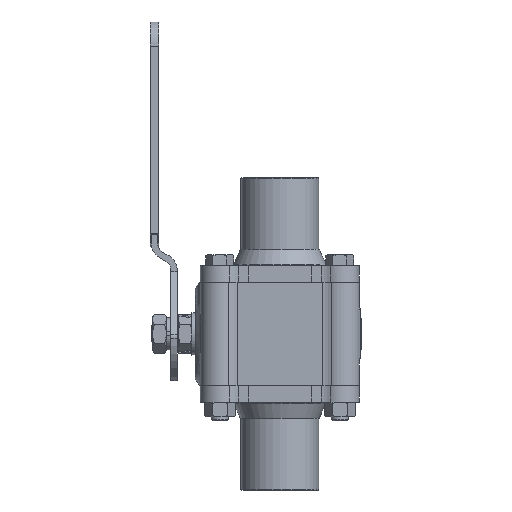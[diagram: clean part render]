
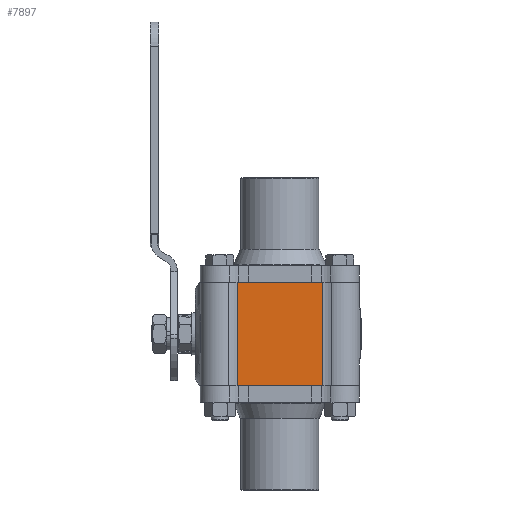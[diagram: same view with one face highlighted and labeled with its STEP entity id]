
A CAD part, left-side view. The second image highlights one B-rep face of the part: STEP entity #7897.
In plain terms, the highlighted planar face has unit normal (-1, 0, 0).
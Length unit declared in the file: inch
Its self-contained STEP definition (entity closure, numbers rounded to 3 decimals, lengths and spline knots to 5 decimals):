
#815=LINE('',#14537,#1268);
#826=LINE('',#14631,#1279);
#844=LINE('',#14797,#1297);
#845=LINE('',#14799,#1298);
#1268=VECTOR('',#10220,2.19787);
#1279=VECTOR('',#10269,2.19787);
#1297=VECTOR('',#10355,2.6575);
#1298=VECTOR('',#10358,2.6575);
#1498=PLANE('',#8588);
#2468=FACE_OUTER_BOUND('',#2981,.T.);
#2981=EDGE_LOOP('',(#7041,#7042,#7043,#7044));
#3964=VERTEX_POINT('',#14534);
#3965=VERTEX_POINT('',#14536);
#3981=VERTEX_POINT('',#14583);
#3997=VERTEX_POINT('',#14629);
#4984=EDGE_CURVE('',#3965,#3964,#815,.T.);
#5017=EDGE_CURVE('',#3981,#3997,#826,.T.);
#5060=EDGE_CURVE('',#3964,#3981,#844,.T.);
#5061=EDGE_CURVE('',#3965,#3997,#845,.T.);
#7041=ORIENTED_EDGE('',*,*,#5061,.F.);
#7042=ORIENTED_EDGE('',*,*,#4984,.T.);
#7043=ORIENTED_EDGE('',*,*,#5060,.T.);
#7044=ORIENTED_EDGE('',*,*,#5017,.T.);
#7897=ADVANCED_FACE('',(#2468),#1498,.F.);
#8588=AXIS2_PLACEMENT_3D('',#14798,#10356,#10357);
#10220=DIRECTION('',(0.,1.,0.));
#10269=DIRECTION('',(0.,-1.,0.));
#10355=DIRECTION('',(0.,0.,-1.));
#10356=DIRECTION('center_axis',(1.,0.,0.));
#10357=DIRECTION('ref_axis',(0.,0.,-1.));
#10358=DIRECTION('',(0.,0.,-1.));
#14534=CARTESIAN_POINT('',(-1.94,1.09893,1.32875));
#14536=CARTESIAN_POINT('',(-1.94,-1.09893,1.32875));
#14537=CARTESIAN_POINT('',(-1.94,-1.09893,1.32875));
#14583=CARTESIAN_POINT('',(-1.94,1.09893,-1.32875));
#14629=CARTESIAN_POINT('',(-1.94,-1.09893,-1.32875));
#14631=CARTESIAN_POINT('',(-1.94,1.09893,-1.32875));
#14797=CARTESIAN_POINT('',(-1.94,1.09893,1.32875));
#14798=CARTESIAN_POINT('Origin',(-1.94,0.,1.42));
#14799=CARTESIAN_POINT('',(-1.94,-1.09893,1.32875));
